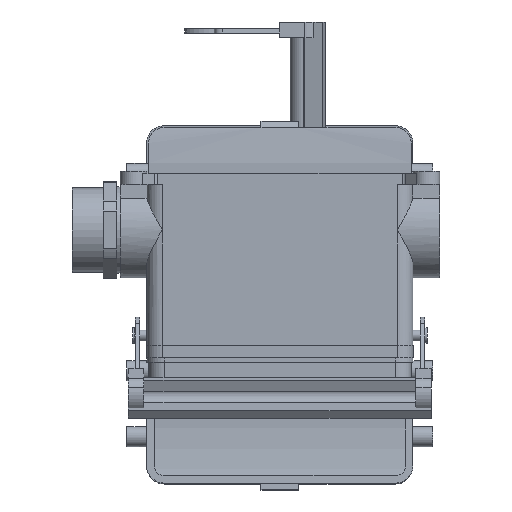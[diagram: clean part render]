
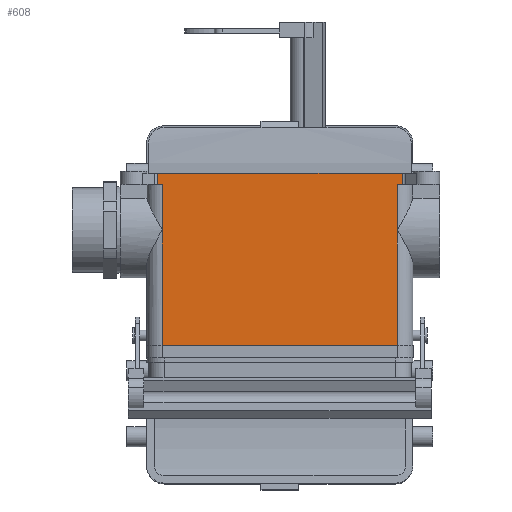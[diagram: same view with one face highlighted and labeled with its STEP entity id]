
A CAD part, top view. The second image highlights one B-rep face of the part: STEP entity #608.
In plain terms, the highlighted planar face has unit normal (0, 0, 1).
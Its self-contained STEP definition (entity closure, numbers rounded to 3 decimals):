
#608 = ADVANCED_FACE( '', ( #1348 ), #1349, .F. );
#1348 = FACE_OUTER_BOUND( '', #2227, .T. );
#1349 = PLANE( '', #2228 );
#2227 = EDGE_LOOP( '', ( #3986, #3987, #3988, #3989, #3990, #3991, #3992, #3993, #3994, #3995 ) );
#2228 = AXIS2_PLACEMENT_3D( '', #3996, #3997, #3998 );
#3986 = ORIENTED_EDGE( '', *, *, #5317, .T. );
#3987 = ORIENTED_EDGE( '', *, *, #5169, .F. );
#3988 = ORIENTED_EDGE( '', *, *, #5684, .F. );
#3989 = ORIENTED_EDGE( '', *, *, #5685, .F. );
#3990 = ORIENTED_EDGE( '', *, *, #5549, .F. );
#3991 = ORIENTED_EDGE( '', *, *, #5435, .T. );
#3992 = ORIENTED_EDGE( '', *, *, #5469, .T. );
#3993 = ORIENTED_EDGE( '', *, *, #5686, .T. );
#3994 = ORIENTED_EDGE( '', *, *, #5153, .F. );
#3995 = ORIENTED_EDGE( '', *, *, #5142, .T. );
#3996 = CARTESIAN_POINT( '', ( 56.015, -5., 21.5 ) );
#3997 = DIRECTION( '', ( 0., 0., -1. ) );
#3998 = DIRECTION( '', ( -1., 0., 0. ) );
#5142 = EDGE_CURVE( '', #6185, #6183, #6186, .T. );
#5153 = EDGE_CURVE( '', #6185, #6203, #6204, .T. );
#5169 = EDGE_CURVE( '', #6228, #6230, #6231, .T. );
#5317 = EDGE_CURVE( '', #6183, #6230, #6476, .T. );
#5435 = EDGE_CURVE( '', #6663, #6665, #6667, .T. );
#5469 = EDGE_CURVE( '', #6665, #6718, #6720, .T. );
#5549 = EDGE_CURVE( '', #6663, #6832, #6839, .T. );
#5684 = EDGE_CURVE( '', #7021, #6228, #7022, .T. );
#5685 = EDGE_CURVE( '', #6832, #7021, #7023, .T. );
#5686 = EDGE_CURVE( '', #6718, #6203, #7024, .F. );
#6183 = VERTEX_POINT( '', #7647 );
#6185 = VERTEX_POINT( '', #7668 );
#6186 = LINE( '', #7669, #7670 );
#6203 = VERTEX_POINT( '', #7693 );
#6204 = LINE( '', #7694, #7695 );
#6228 = VERTEX_POINT( '', #7725 );
#6230 = VERTEX_POINT( '', #7727 );
#6231 = LINE( '', #7728, #7729 );
#6476 = LINE( '', #8237, #8238 );
#6663 = VERTEX_POINT( '', #8583 );
#6665 = VERTEX_POINT( '', #8585 );
#6667 = LINE( '', #8587, #8588 );
#6718 = VERTEX_POINT( '', #8655 );
#6720 = LINE( '', #8657, #8658 );
#6832 = VERTEX_POINT( '', #8816 );
#6839 = LINE( '', #8825, #8826 );
#7021 = VERTEX_POINT( '', #9124 );
#7022 = LINE( '', #9125, #9126 );
#7023 = LINE( '', #9127, #9128 );
#7024 = LINE( '', #9129, #9130 );
#7647 = CARTESIAN_POINT( '', ( -53., -25.5, 21.5 ) );
#7668 = CARTESIAN_POINT( '', ( -53., -5., 21.5 ) );
#7669 = CARTESIAN_POINT( '', ( -53., 96.515, 21.5 ) );
#7670 = VECTOR( '', #9701, 1000. );
#7693 = CARTESIAN_POINT( '', ( -55.186, -5., 21.5 ) );
#7694 = CARTESIAN_POINT( '', ( 56.015, -5., 21.5 ) );
#7695 = VECTOR( '', #9714, 1000. );
#7725 = CARTESIAN_POINT( '', ( 53., -77.4, 21.5 ) );
#7727 = CARTESIAN_POINT( '', ( -53., -77.4, 21.5 ) );
#7728 = CARTESIAN_POINT( '', ( -53., -77.4, 21.5 ) );
#7729 = VECTOR( '', #9739, 1000. );
#8237 = CARTESIAN_POINT( '', ( -53., 96.515, 21.5 ) );
#8238 = VECTOR( '', #9924, 1000. );
#8583 = CARTESIAN_POINT( '', ( 55.186, -5., 21.5 ) );
#8585 = CARTESIAN_POINT( '', ( 55.186, 0., 21.5 ) );
#8587 = CARTESIAN_POINT( '', ( 55.186, 0., 21.5 ) );
#8588 = VECTOR( '', #10078, 1000. );
#8655 = CARTESIAN_POINT( '', ( -55.186, 0., 21.5 ) );
#8657 = CARTESIAN_POINT( '', ( 56.015, 0., 21.5 ) );
#8658 = VECTOR( '', #10125, 1000. );
#8816 = CARTESIAN_POINT( '', ( 53., -5., 21.5 ) );
#8825 = CARTESIAN_POINT( '', ( 56.015, -5., 21.5 ) );
#8826 = VECTOR( '', #10210, 1000. );
#9124 = CARTESIAN_POINT( '', ( 53., -25.5, 21.5 ) );
#9125 = CARTESIAN_POINT( '', ( 53., 96.515, 21.5 ) );
#9126 = VECTOR( '', #10369, 1000. );
#9127 = CARTESIAN_POINT( '', ( 53., 96.515, 21.5 ) );
#9128 = VECTOR( '', #10370, 1000. );
#9129 = CARTESIAN_POINT( '', ( -55.186, -5., 21.5 ) );
#9130 = VECTOR( '', #10371, 1000. );
#9701 = DIRECTION( '', ( 0., -1., 0. ) );
#9714 = DIRECTION( '', ( -1., 0., 0. ) );
#9739 = DIRECTION( '', ( -1., 0., 0. ) );
#9924 = DIRECTION( '', ( 0., -1., 0. ) );
#10078 = DIRECTION( '', ( 0., 1., 0. ) );
#10125 = DIRECTION( '', ( -1., 0., 0. ) );
#10210 = DIRECTION( '', ( -1., 0., 0. ) );
#10369 = DIRECTION( '', ( 0., -1., 0. ) );
#10370 = DIRECTION( '', ( 0., -1., 0. ) );
#10371 = DIRECTION( '', ( 0., 1., 0. ) );
